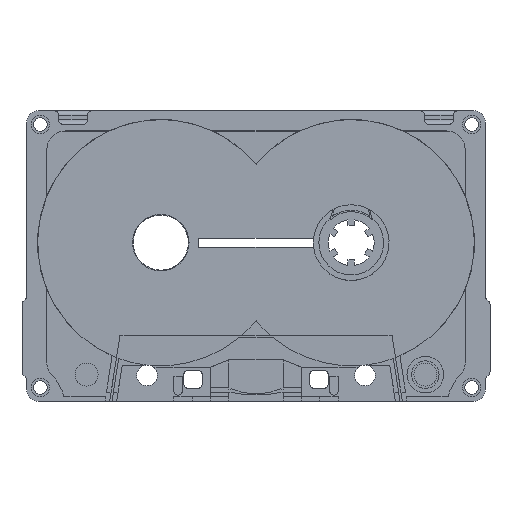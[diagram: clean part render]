
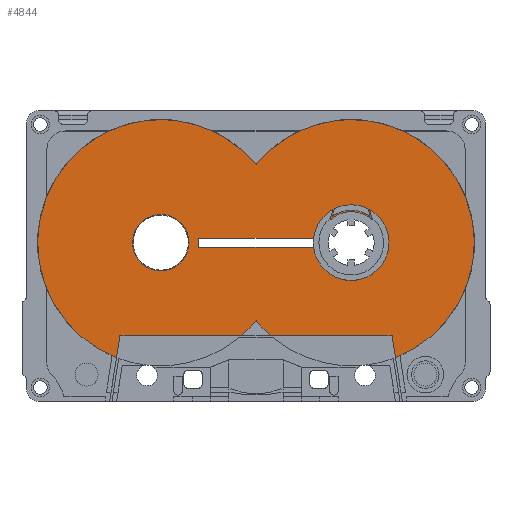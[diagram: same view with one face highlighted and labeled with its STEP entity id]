
A CAD part, top view. The second image highlights one B-rep face of the part: STEP entity #4844.
In plain terms, the highlighted planar face has unit normal (0, 0, 1).
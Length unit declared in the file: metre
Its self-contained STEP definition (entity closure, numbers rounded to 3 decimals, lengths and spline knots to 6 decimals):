
#368=LINE('',#7715,#889);
#369=LINE('',#7722,#890);
#370=LINE('',#7724,#891);
#371=LINE('',#7730,#892);
#372=LINE('',#7731,#893);
#373=LINE('',#7734,#894);
#374=LINE('',#7736,#895);
#375=LINE('',#7738,#896);
#889=VECTOR('',#6265,1.);
#890=VECTOR('',#6270,1.);
#891=VECTOR('',#6271,1.);
#892=VECTOR('',#6276,1.);
#893=VECTOR('',#6277,1.);
#894=VECTOR('',#6278,1.);
#895=VECTOR('',#6279,1.);
#896=VECTOR('',#6280,1.);
#1195=PLANE('',#5248);
#2089=ORIENTED_EDGE('',*,*,#3067,.F.);
#2090=ORIENTED_EDGE('',*,*,#3068,.F.);
#2091=ORIENTED_EDGE('',*,*,#3069,.F.);
#2092=ORIENTED_EDGE('',*,*,#3070,.T.);
#2093=ORIENTED_EDGE('',*,*,#3071,.F.);
#2094=ORIENTED_EDGE('',*,*,#3072,.T.);
#2095=ORIENTED_EDGE('',*,*,#3073,.T.);
#2096=ORIENTED_EDGE('',*,*,#3074,.F.);
#2097=ORIENTED_EDGE('',*,*,#3075,.F.);
#2098=ORIENTED_EDGE('',*,*,#3076,.T.);
#2099=ORIENTED_EDGE('',*,*,#3077,.T.);
#2100=ORIENTED_EDGE('',*,*,#3078,.F.);
#2101=ORIENTED_EDGE('',*,*,#3079,.F.);
#2102=ORIENTED_EDGE('',*,*,#3080,.T.);
#3067=EDGE_CURVE('',#3624,#3624,#3894,.T.);
#3068=EDGE_CURVE('',#3625,#3626,#368,.T.);
#3069=EDGE_CURVE('',#3627,#3625,#3895,.T.);
#3070=EDGE_CURVE('',#3627,#3628,#3896,.T.);
#3071=EDGE_CURVE('',#3629,#3628,#369,.T.);
#3072=EDGE_CURVE('',#3629,#3630,#370,.T.);
#3073=EDGE_CURVE('',#3630,#3631,#3897,.T.);
#3074=EDGE_CURVE('',#3632,#3631,#3898,.T.);
#3075=EDGE_CURVE('',#3626,#3632,#371,.T.);
#3076=EDGE_CURVE('',#3633,#3634,#372,.T.);
#3077=EDGE_CURVE('',#3634,#3635,#373,.T.);
#3078=EDGE_CURVE('',#3636,#3635,#374,.T.);
#3079=EDGE_CURVE('',#3633,#3636,#375,.T.);
#3080=EDGE_CURVE('',#3637,#3637,#3899,.T.);
#3624=VERTEX_POINT('',#7714);
#3625=VERTEX_POINT('',#7716);
#3626=VERTEX_POINT('',#7717);
#3627=VERTEX_POINT('',#7719);
#3628=VERTEX_POINT('',#7721);
#3629=VERTEX_POINT('',#7723);
#3630=VERTEX_POINT('',#7725);
#3631=VERTEX_POINT('',#7727);
#3632=VERTEX_POINT('',#7729);
#3633=VERTEX_POINT('',#7732);
#3634=VERTEX_POINT('',#7733);
#3635=VERTEX_POINT('',#7735);
#3636=VERTEX_POINT('',#7737);
#3637=VERTEX_POINT('',#7740);
#3894=CIRCLE('',#5249,0.00615);
#3895=CIRCLE('',#5250,0.02685);
#3896=CIRCLE('',#5251,0.02685);
#3897=CIRCLE('',#5252,0.02685);
#3898=CIRCLE('',#5253,0.02685);
#3899=CIRCLE('',#5254,0.00615);
#4144=EDGE_LOOP('',(#2089));
#4145=EDGE_LOOP('',(#2090,#2091,#2092,#2093,#2094,#2095,#2096,#2097));
#4146=EDGE_LOOP('',(#2098,#2099,#2100,#2101));
#4147=EDGE_LOOP('',(#2102));
#4461=FACE_BOUND('',#4144,.T.);
#4462=FACE_BOUND('',#4145,.T.);
#4463=FACE_BOUND('',#4146,.T.);
#4464=FACE_BOUND('',#4147,.T.);
#4844=ADVANCED_FACE('',(#4461,#4462,#4463,#4464),#1195,.T.);
#5248=AXIS2_PLACEMENT_3D('',#7712,#6261,#6262);
#5249=AXIS2_PLACEMENT_3D('',#7713,#6263,#6264);
#5250=AXIS2_PLACEMENT_3D('',#7718,#6266,#6267);
#5251=AXIS2_PLACEMENT_3D('',#7720,#6268,#6269);
#5252=AXIS2_PLACEMENT_3D('',#7726,#6272,#6273);
#5253=AXIS2_PLACEMENT_3D('',#7728,#6274,#6275);
#5254=AXIS2_PLACEMENT_3D('',#7739,#6281,#6282);
#6261=DIRECTION('',(0.,0.,1.));
#6262=DIRECTION('',(1.,0.,0.));
#6263=DIRECTION('',(0.,0.,1.));
#6264=DIRECTION('',(1.,0.,0.));
#6265=DIRECTION('',(-1.,0.,0.));
#6266=DIRECTION('',(0.,0.,-1.));
#6267=DIRECTION('',(1.,0.,0.));
#6268=DIRECTION('',(0.,0.,1.));
#6269=DIRECTION('',(1.,0.,0.));
#6270=DIRECTION('',(-1.,0.,0.));
#6271=DIRECTION('',(0.156,-0.988,0.));
#6272=DIRECTION('',(0.,0.,1.));
#6273=DIRECTION('',(1.,0.,0.));
#6274=DIRECTION('',(0.,0.,-1.));
#6275=DIRECTION('',(1.,0.,0.));
#6276=DIRECTION('',(-0.156,-0.988,0.));
#6277=DIRECTION('',(0.,1.,0.));
#6278=DIRECTION('',(1.,0.,0.));
#6279=DIRECTION('',(0.,1.,0.));
#6280=DIRECTION('',(1.,0.,0.));
#6281=DIRECTION('',(0.,0.,-1.));
#6282=DIRECTION('',(-1.,0.,0.));
#7712=CARTESIAN_POINT('',(0.,-0.000799,-0.0005));
#7713=CARTESIAN_POINT('',(0.02075,0.002909,-0.0005));
#7714=CARTESIAN_POINT('',(0.0269,0.002909,-0.0005));
#7715=CARTESIAN_POINT('',(-0.016384,-0.017345,-0.0005));
#7716=CARTESIAN_POINT('',(-0.003123,-0.017345,-0.0005));
#7717=CARTESIAN_POINT('',(-0.029645,-0.017345,-0.0005));
#7718=CARTESIAN_POINT('',(-0.02075,0.002909,-0.0005));
#7719=CARTESIAN_POINT('',(0.,-0.014131,-0.0005));
#7720=CARTESIAN_POINT('',(0.02075,0.002908,-0.0005));
#7721=CARTESIAN_POINT('',(0.003123,-0.017345,-0.0005));
#7722=CARTESIAN_POINT('',(-0.016384,-0.017345,-0.0005));
#7723=CARTESIAN_POINT('',(0.029645,-0.017345,-0.0005));
#7724=CARTESIAN_POINT('',(0.031743,-0.030656,-0.0005));
#7725=CARTESIAN_POINT('',(0.030402,-0.022146,-0.0005));
#7726=CARTESIAN_POINT('',(0.02075,0.002908,-0.0005));
#7727=CARTESIAN_POINT('',(0.,0.019948,-0.0005));
#7728=CARTESIAN_POINT('',(-0.02075,0.002909,-0.0005));
#7729=CARTESIAN_POINT('',(-0.030402,-0.022146,-0.0005));
#7730=CARTESIAN_POINT('',(-0.031743,-0.030656,-0.0005));
#7731=CARTESIAN_POINT('',(-0.0125,0.002909,-0.0005));
#7732=CARTESIAN_POINT('',(-0.0125,0.001909,-0.0005));
#7733=CARTESIAN_POINT('',(-0.0125,0.003909,-0.0005));
#7734=CARTESIAN_POINT('',(0.009291,0.003909,-0.0005));
#7735=CARTESIAN_POINT('',(0.0125,0.003909,-0.0005));
#7736=CARTESIAN_POINT('',(0.0125,0.002909,-0.0005));
#7737=CARTESIAN_POINT('',(0.0125,0.001909,-0.0005));
#7738=CARTESIAN_POINT('',(0.009291,0.001909,-0.0005));
#7739=CARTESIAN_POINT('',(-0.02075,0.002909,-0.0005));
#7740=CARTESIAN_POINT('',(-0.0269,0.002909,-0.0005));
